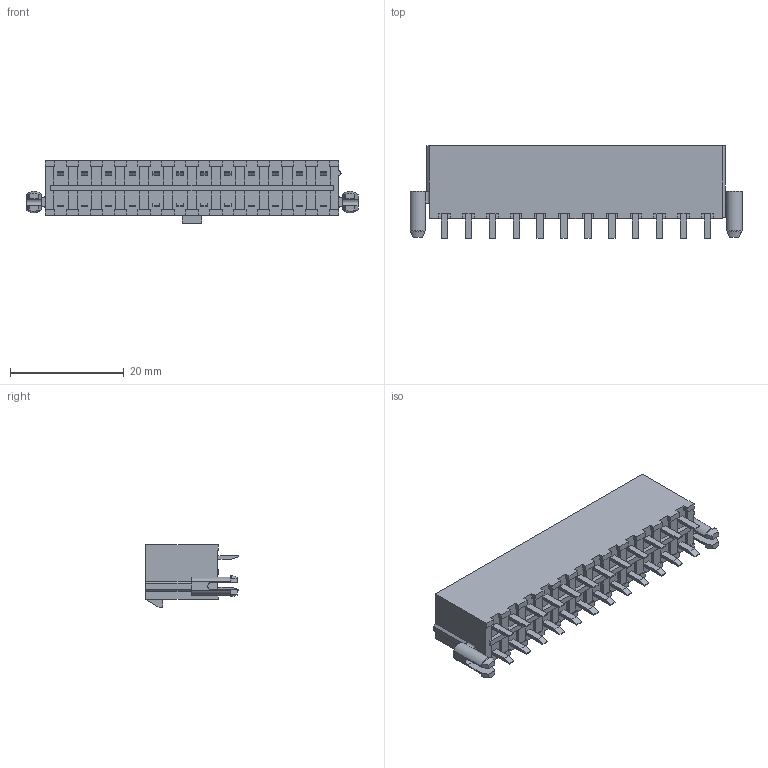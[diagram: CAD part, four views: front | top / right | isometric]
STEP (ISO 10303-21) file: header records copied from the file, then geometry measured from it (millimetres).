
FILE_DESCRIPTION((''),'2;1');
FILE_NAME('039299243','2015-02-16T',('me'),(''),'PRO/ENGINEER BY PARAMETRIC TECHNOLOGY CORPORATION, 2011490','PRO/ENGINEER BY PARAMETRIC TECHNOLOGY CORPORATION, 2011490','');
FILE_SCHEMA(('CONFIG_CONTROL_DESIGN'));
Length unit declared in the file: millimetre
Products named in the file (1): 039299243
Bounding box: 58.38 x 16.3 x 11 mm (x, y, z)
Volume: 3714.8 mm3; surface area: 6925.8 mm2
Topology: 1 solids, 1 shells, 694 faces, 1897 edges, 1280 vertices
Faces by surface type: plane 675, cylinder 15, cone 4
Entity records: 21552 total; most frequent: CARTESIAN_POINT 3864, ORIENTED_EDGE 3686, DIRECTION 3357, EDGE_CURVE 1843, VECTOR 1795, LINE 1795, VERTEX_POINT 1224, AXIS2_PLACEMENT_3D 781
